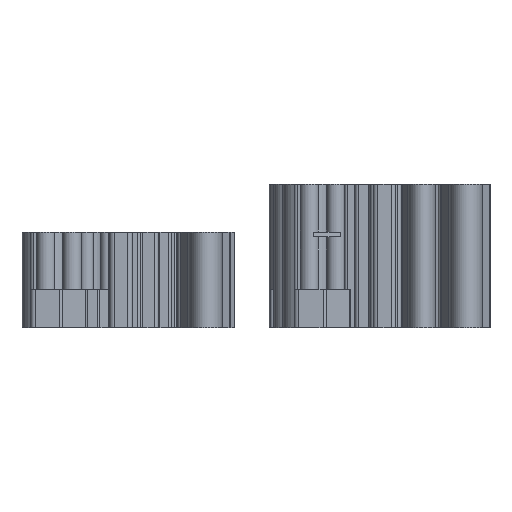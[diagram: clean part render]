
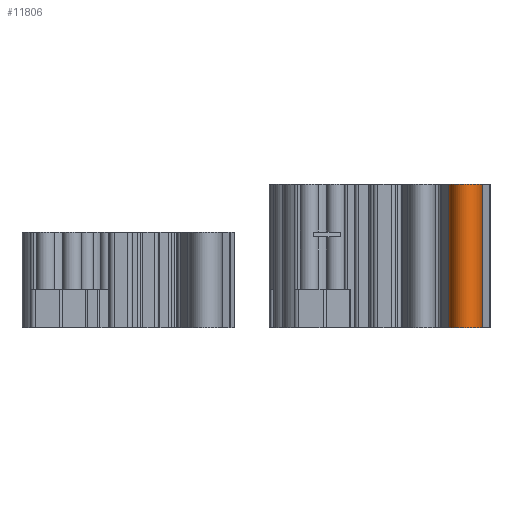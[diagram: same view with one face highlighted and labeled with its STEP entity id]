
A CAD part, left-side view. The second image highlights one B-rep face of the part: STEP entity #11806.
In plain terms, the highlighted free-form (B-spline) face has degree [1, 2] with [2, 9] control points.
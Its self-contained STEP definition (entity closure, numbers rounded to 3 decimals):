
#19=ELLIPSE('',#12979,26.681,17.788);
#20=ELLIPSE('',#12980,26.681,17.788);
#28=(
BOUNDED_SURFACE()
B_SPLINE_SURFACE(1,2,((#19590,#19591,#19592,#19593,#19594,#19595,#19596,
#19597,#19598),(#19599,#19600,#19601,#19602,#19603,#19604,#19605,#19606,
#19607)),.UNSPECIFIED.,.F.,.T.,.F.)
B_SPLINE_SURFACE_WITH_KNOTS((2,2),(3,2,2,2,3),(0.,5.622),(-3.142,
-1.571,0.,1.571,3.142),.UNSPECIFIED.)
GEOMETRIC_REPRESENTATION_ITEM()
RATIONAL_B_SPLINE_SURFACE(((1.,0.707,1.,0.707,1.,
0.707,1.,0.707,1.),(1.,0.707,1.,0.707,
1.,0.707,1.,0.707,1.)))
REPRESENTATION_ITEM('')
SURFACE()
);
#916=FACE_OUTER_BOUND('',#1624,.T.);
#1624=EDGE_LOOP('',(#9931,#9932,#9933,#9934));
#3206=LINE('',#19611,#4322);
#4322=VECTOR('',#15962,26.681);
#5453=VERTEX_POINT('',#19608);
#5454=VERTEX_POINT('',#19610);
#7000=EDGE_CURVE('',#5453,#5453,#19,.T.);
#7001=EDGE_CURVE('',#5453,#5454,#3206,.T.);
#7002=EDGE_CURVE('',#5454,#5454,#20,.T.);
#9931=ORIENTED_EDGE('',*,*,#7000,.F.);
#9932=ORIENTED_EDGE('',*,*,#7001,.T.);
#9933=ORIENTED_EDGE('',*,*,#7002,.T.);
#9934=ORIENTED_EDGE('',*,*,#7001,.F.);
#11806=ADVANCED_FACE('',(#916),#28,.F.);
#12979=AXIS2_PLACEMENT_3D('',#19609,#15960,#15961);
#12980=AXIS2_PLACEMENT_3D('',#19612,#15963,#15964);
#15960=DIRECTION('center_axis',(0.,0.,1.));
#15961=DIRECTION('ref_axis',(1.,0.,0.));
#15962=DIRECTION('',(0.,0.,-1.));
#15963=DIRECTION('center_axis',(0.,0.,1.));
#15964=DIRECTION('ref_axis',(1.,0.,0.));
#19590=CARTESIAN_POINT('Ctrl Pts',(3.953,-241.121,0.));
#19591=CARTESIAN_POINT('Ctrl Pts',(3.953,-258.908,0.));
#19592=CARTESIAN_POINT('Ctrl Pts',(30.634,-258.908,0.));
#19593=CARTESIAN_POINT('Ctrl Pts',(57.316,-258.908,0.));
#19594=CARTESIAN_POINT('Ctrl Pts',(57.316,-241.121,0.));
#19595=CARTESIAN_POINT('Ctrl Pts',(57.316,-223.333,0.));
#19596=CARTESIAN_POINT('Ctrl Pts',(30.634,-223.333,0.));
#19597=CARTESIAN_POINT('Ctrl Pts',(3.953,-223.333,0.));
#19598=CARTESIAN_POINT('Ctrl Pts',(3.953,-241.121,0.));
#19599=CARTESIAN_POINT('Ctrl Pts',(3.953,-241.121,150.));
#19600=CARTESIAN_POINT('Ctrl Pts',(3.953,-258.908,150.));
#19601=CARTESIAN_POINT('Ctrl Pts',(30.634,-258.908,150.));
#19602=CARTESIAN_POINT('Ctrl Pts',(57.316,-258.908,150.));
#19603=CARTESIAN_POINT('Ctrl Pts',(57.316,-241.121,150.));
#19604=CARTESIAN_POINT('Ctrl Pts',(57.316,-223.333,150.));
#19605=CARTESIAN_POINT('Ctrl Pts',(30.634,-223.333,150.));
#19606=CARTESIAN_POINT('Ctrl Pts',(3.953,-223.333,150.));
#19607=CARTESIAN_POINT('Ctrl Pts',(3.953,-241.121,150.));
#19608=CARTESIAN_POINT('',(3.953,-241.121,150.));
#19609=CARTESIAN_POINT('Origin',(30.634,-241.121,150.));
#19610=CARTESIAN_POINT('',(3.953,-241.121,0.));
#19611=CARTESIAN_POINT('',(3.953,-241.121,0.));
#19612=CARTESIAN_POINT('Origin',(30.634,-241.121,0.));
